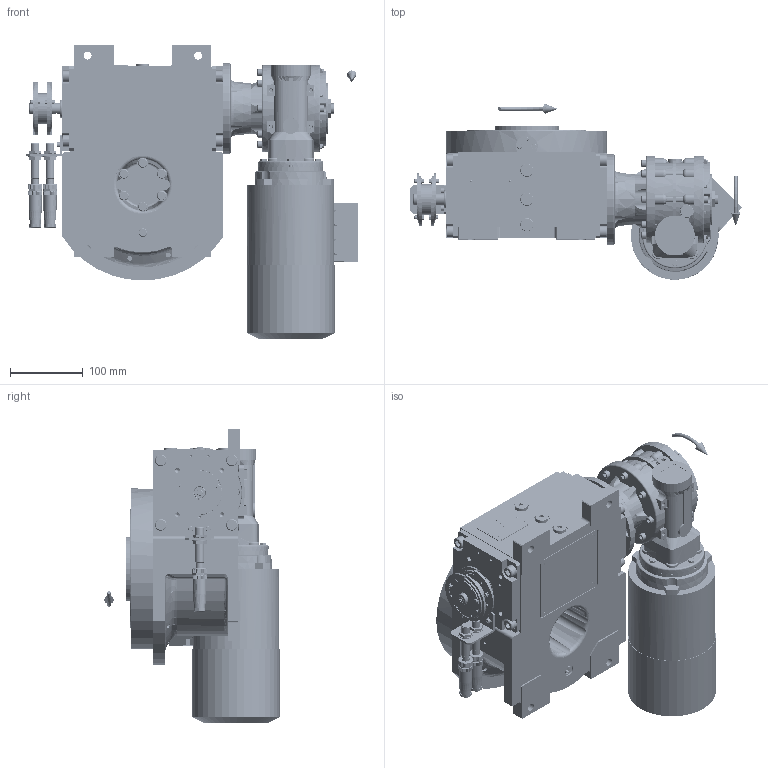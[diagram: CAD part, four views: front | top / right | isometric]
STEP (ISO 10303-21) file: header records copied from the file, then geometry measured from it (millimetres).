
FILE_DESCRIPTION (( 'STEP AP203' ), '1' );
FILE_NAME ('PC5201565.step', '2025-10-13T06:28:12', ( '' ), ( '' ), 'SwSTEP 2.0', 'SolidWorks 2020', '' );
FILE_SCHEMA (( 'CONFIG_CONTROL_DESIGN' ));
Length unit declared in the file: millimetre
Products named in the file (90): RMI50_F1_LCB_SX_63B14; AS_rig06_004; cfn2151_01_290; cfn2400_04_024; cfn2107_01_001; cfn2000_01_126; cfn2276_01_074; CFN2203_02_001.stp; cfn2000_01_103; rig06_015; olio_agip_blasia_150; AS_900_38_30_003; AS_rig06_016; cfn2003_01_054; cfn2000_01_161; BM63B14; cfn2000_01_184; rig06_002_bl_001; cfn2128_04_004; cfn2000_01_124; cfn2115_01_005; cfn2155_01_303; RIG06_005_ASM.stp; cfn2151_01_090; freccia_angolare_albero; cfn2055_01_002; cfn2077_01_018; CFN2356_03_047.stp; rig06_071_08_m_asm.stp; 900_38_30_003; cfn2401_02_005; AS_cfn2476_01_002_60x46; CFN2104_02_017.stp; rig06_003_8; rig06_004; 900_38_10_028; cfn2128_19_002; AS_900_38_10_028; AS_rig06_015; cfn2155_01_056 ...
Assembly tree (87 placements, depth 5):
  cfn2151_01_290
  cfn2276_01_074
  CFN2203_02_001.stp
  olio_agip_blasia_150
  cfn2151_01_090
Bounding box: 457.63 x 241.99 x 405.99 mm (x, y, z)
Volume: 6139994.4 mm3; surface area: 1134581.3 mm2
Topology: 75 solids, 75 shells, 6089 faces, 15560 edges, 9878 vertices
Faces by surface type: plane 2747, cylinder 2103, cone 1022, torus 191, bspline 20, sphere 6
Entity records: 173217 total; most frequent: CARTESIAN_POINT 45259, DIRECTION 24843, ORIENTED_EDGE 24712, EDGE_CURVE 12356, AXIS2_PLACEMENT_3D 9139, VERTEX_POINT 7932, LINE 6565, VECTOR 6565
